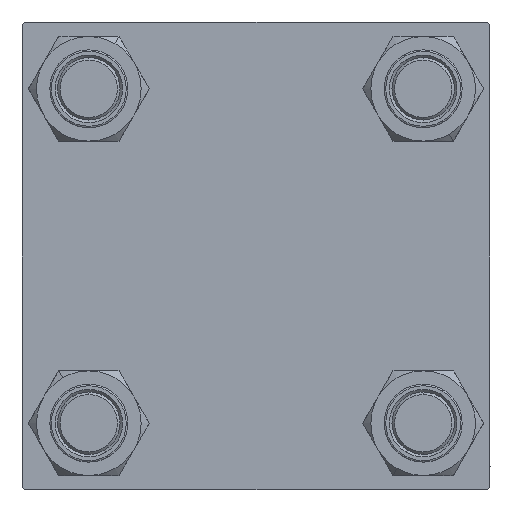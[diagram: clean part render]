
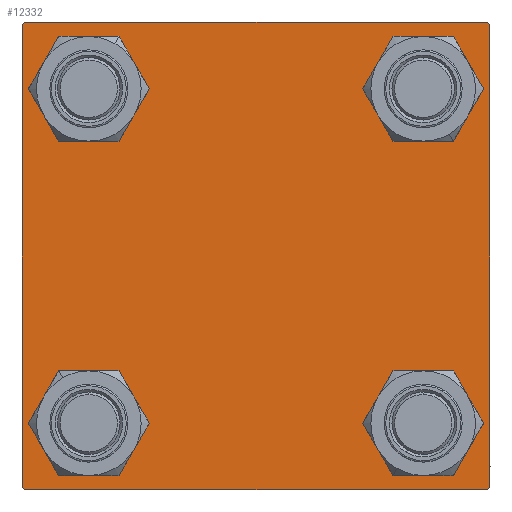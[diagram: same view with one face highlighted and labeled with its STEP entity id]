
A CAD part, left-side view. The second image highlights one B-rep face of the part: STEP entity #12332.
In plain terms, the highlighted planar face has unit normal (-1, 0, 0).
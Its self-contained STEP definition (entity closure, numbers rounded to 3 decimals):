
#49 = DIRECTION ( 'NONE',  ( 1., 0., 0. ) ) ;
#229 = DIRECTION ( 'NONE',  ( 1., 0., 0. ) ) ;
#356 = DIRECTION ( 'NONE',  ( 1., 0., 0. ) ) ;
#390 = CARTESIAN_POINT ( 'NONE',  ( 0., 44.75, 44.75 ) ) ;
#403 = VECTOR ( 'NONE', #33299, 1000. ) ;
#1369 = ORIENTED_EDGE ( 'NONE', *, *, #34249, .T. ) ;
#1386 = LINE ( 'NONE', #29162, #24526 ) ;
#1746 = DIRECTION ( 'NONE',  ( 1., 0., 0. ) ) ;
#1913 = AXIS2_PLACEMENT_3D ( 'NONE', #3675, #356, #15396 ) ;
#2047 = AXIS2_PLACEMENT_3D ( 'NONE', #20498, #35772, #35523 ) ;
#2202 = VERTEX_POINT ( 'NONE', #13413 ) ;
#2204 = CARTESIAN_POINT ( 'NONE',  ( 0., 44.75, -44.75 ) ) ;
#2513 = DIRECTION ( 'NONE',  ( 0., 0., 1. ) ) ;
#3421 = EDGE_CURVE ( 'NONE', #41379, #27416, #31495, .T. ) ;
#3675 = CARTESIAN_POINT ( 'NONE',  ( 0., 32.15, -32.15 ) ) ;
#3928 = ORIENTED_EDGE ( 'NONE', *, *, #25616, .T. ) ;
#4860 = CARTESIAN_POINT ( 'NONE',  ( 0., 44.5, 45. ) ) ;
#4935 = VECTOR ( 'NONE', #49496, 1000. ) ;
#5169 = ORIENTED_EDGE ( 'NONE', *, *, #31462, .T. ) ;
#6773 = EDGE_LOOP ( 'NONE', ( #37943, #5169, #7796, #7543, #11008, #25060, #16509, #7729 ) ) ;
#6856 = EDGE_CURVE ( 'NONE', #33038, #8251, #15433, .T. ) ;
#6950 = CARTESIAN_POINT ( 'NONE',  ( 0., 45., 45. ) ) ;
#7543 = ORIENTED_EDGE ( 'NONE', *, *, #14229, .T. ) ;
#7691 = LINE ( 'NONE', #15834, #30041 ) ;
#7729 = ORIENTED_EDGE ( 'NONE', *, *, #6856, .T. ) ;
#7775 = DIRECTION ( 'NONE',  ( 0., 0., 1. ) ) ;
#7796 = ORIENTED_EDGE ( 'NONE', *, *, #27531, .T. ) ;
#8251 = VERTEX_POINT ( 'NONE', #19212 ) ;
#8302 = DIRECTION ( 'NONE',  ( 0., 0., -1. ) ) ;
#8516 = CARTESIAN_POINT ( 'NONE',  ( 0., 32.15, 32.15 ) ) ;
#9163 = EDGE_CURVE ( 'NONE', #20343, #43706, #45552, .T. ) ;
#9197 = CARTESIAN_POINT ( 'NONE',  ( 0., 32.15, -25.65 ) ) ;
#9496 = VERTEX_POINT ( 'NONE', #46931 ) ;
#9919 = CIRCLE ( 'NONE', #23761, 6.5 ) ;
#10612 = AXIS2_PLACEMENT_3D ( 'NONE', #48989, #37015, #49483 ) ;
#11008 = ORIENTED_EDGE ( 'NONE', *, *, #42610, .F. ) ;
#11343 = DIRECTION ( 'NONE',  ( 0., 0.707, -0.707 ) ) ;
#11839 = CARTESIAN_POINT ( 'NONE',  ( 0., -45., -44.5 ) ) ;
#12332 = ADVANCED_FACE ( 'NONE', ( #21475, #18169, #44919, #33712, #38018 ), #44660, .T. ) ;
#12344 = ORIENTED_EDGE ( 'NONE', *, *, #3421, .T. ) ;
#13413 = CARTESIAN_POINT ( 'NONE',  ( 0., 32.15, 25.65 ) ) ;
#14229 = EDGE_CURVE ( 'NONE', #42349, #37281, #1386, .T. ) ;
#14994 = VERTEX_POINT ( 'NONE', #36059 ) ;
#15349 = VERTEX_POINT ( 'NONE', #26057 ) ;
#15396 = DIRECTION ( 'NONE',  ( 0., 0., 1. ) ) ;
#15433 = LINE ( 'NONE', #390, #43838 ) ;
#15516 = EDGE_CURVE ( 'NONE', #2202, #15349, #9919, .T. ) ;
#15767 = DIRECTION ( 'NONE',  ( 0., 0., 1. ) ) ;
#15834 = CARTESIAN_POINT ( 'NONE',  ( 0., -44.75, 44.75 ) ) ;
#15921 = DIRECTION ( 'NONE',  ( 1., 0., 0. ) ) ;
#16246 = AXIS2_PLACEMENT_3D ( 'NONE', #38769, #49, #47415 ) ;
#16509 = ORIENTED_EDGE ( 'NONE', *, *, #50239, .F. ) ;
#17229 = CARTESIAN_POINT ( 'NONE',  ( 0., -45., 44.5 ) ) ;
#18169 = FACE_BOUND ( 'NONE', #28523, .T. ) ;
#18474 = EDGE_LOOP ( 'NONE', ( #45143, #34399 ) ) ;
#18484 = DIRECTION ( 'NONE',  ( 0., 0., 1. ) ) ;
#19212 = CARTESIAN_POINT ( 'NONE',  ( 0., 45., 44.5 ) ) ;
#19419 = DIRECTION ( 'NONE',  ( 0., 0., 1. ) ) ;
#20343 = VERTEX_POINT ( 'NONE', #44166 ) ;
#20457 = VERTEX_POINT ( 'NONE', #50248 ) ;
#20498 = CARTESIAN_POINT ( 'NONE',  ( 0., 32.15, -32.15 ) ) ;
#20620 = AXIS2_PLACEMENT_3D ( 'NONE', #48615, #1746, #2513 ) ;
#20632 = VERTEX_POINT ( 'NONE', #9197 ) ;
#21132 = EDGE_LOOP ( 'NONE', ( #3928, #1369 ) ) ;
#21475 = FACE_BOUND ( 'NONE', #39141, .T. ) ;
#22631 = EDGE_CURVE ( 'NONE', #27416, #41379, #43418, .T. ) ;
#23415 = CARTESIAN_POINT ( 'NONE',  ( 0., -32.15, 32.15 ) ) ;
#23761 = AXIS2_PLACEMENT_3D ( 'NONE', #38766, #43339, #19419 ) ;
#24354 = CARTESIAN_POINT ( 'NONE',  ( 0., -44.5, -45. ) ) ;
#24526 = VECTOR ( 'NONE', #37301, 1000. ) ;
#25060 = ORIENTED_EDGE ( 'NONE', *, *, #43747, .T. ) ;
#25616 = EDGE_CURVE ( 'NONE', #20632, #20457, #33647, .T. ) ;
#25648 = LINE ( 'NONE', #2204, #403 ) ;
#26057 = CARTESIAN_POINT ( 'NONE',  ( 0., 32.15, 38.65 ) ) ;
#27074 = DIRECTION ( 'NONE',  ( 0., 0.707, 0.707 ) ) ;
#27213 = VERTEX_POINT ( 'NONE', #39467 ) ;
#27416 = VERTEX_POINT ( 'NONE', #37389 ) ;
#27438 = CARTESIAN_POINT ( 'NONE',  ( 0., 45., 45. ) ) ;
#27531 = EDGE_CURVE ( 'NONE', #27213, #42349, #36318, .T. ) ;
#28125 = VECTOR ( 'NONE', #8302, 1000. ) ;
#28177 = LINE ( 'NONE', #27438, #28125 ) ;
#28523 = EDGE_LOOP ( 'NONE', ( #36428, #33574 ) ) ;
#29162 = CARTESIAN_POINT ( 'NONE',  ( 0., -44.75, -44.75 ) ) ;
#29883 = AXIS2_PLACEMENT_3D ( 'NONE', #23415, #229, #15767 ) ;
#30041 = VECTOR ( 'NONE', #27074, 1000. ) ;
#30234 = EDGE_CURVE ( 'NONE', #8251, #14994, #28177, .T. ) ;
#30442 = LINE ( 'NONE', #39081, #43850 ) ;
#31462 = EDGE_CURVE ( 'NONE', #14994, #27213, #25648, .T. ) ;
#31495 = CIRCLE ( 'NONE', #29883, 6.5 ) ;
#33038 = VERTEX_POINT ( 'NONE', #4860 ) ;
#33299 = DIRECTION ( 'NONE',  ( 0., -0.707, -0.707 ) ) ;
#33574 = ORIENTED_EDGE ( 'NONE', *, *, #9163, .T. ) ;
#33647 = CIRCLE ( 'NONE', #1913, 6.5 ) ;
#33712 = FACE_BOUND ( 'NONE', #18474, .T. ) ;
#34249 = EDGE_CURVE ( 'NONE', #20457, #20632, #41111, .T. ) ;
#34399 = ORIENTED_EDGE ( 'NONE', *, *, #15516, .T. ) ;
#34423 = CARTESIAN_POINT ( 'NONE',  ( 0., -32.15, 25.65 ) ) ;
#35523 = DIRECTION ( 'NONE',  ( 0., 0., 1. ) ) ;
#35772 = DIRECTION ( 'NONE',  ( 1., 0., 0. ) ) ;
#36059 = CARTESIAN_POINT ( 'NONE',  ( 0., 45., -44.5 ) ) ;
#36318 = LINE ( 'NONE', #47551, #37773 ) ;
#36428 = ORIENTED_EDGE ( 'NONE', *, *, #44540, .T. ) ;
#36578 = AXIS2_PLACEMENT_3D ( 'NONE', #38596, #50314, #18484 ) ;
#36978 = VERTEX_POINT ( 'NONE', #17229 ) ;
#37015 = DIRECTION ( 'NONE',  ( -1., 0., 0. ) ) ;
#37242 = EDGE_CURVE ( 'NONE', #15349, #2202, #45312, .T. ) ;
#37281 = VERTEX_POINT ( 'NONE', #11839 ) ;
#37301 = DIRECTION ( 'NONE',  ( 0., -0.707, 0.707 ) ) ;
#37389 = CARTESIAN_POINT ( 'NONE',  ( 0., -32.15, 38.65 ) ) ;
#37773 = VECTOR ( 'NONE', #39898, 1000. ) ;
#37943 = ORIENTED_EDGE ( 'NONE', *, *, #30234, .T. ) ;
#38018 = FACE_OUTER_BOUND ( 'NONE', #6773, .T. ) ;
#38596 = CARTESIAN_POINT ( 'NONE',  ( 0., -32.15, -32.15 ) ) ;
#38766 = CARTESIAN_POINT ( 'NONE',  ( 0., 32.15, 32.15 ) ) ;
#38769 = CARTESIAN_POINT ( 'NONE',  ( 0., -32.15, -32.15 ) ) ;
#39081 = CARTESIAN_POINT ( 'NONE',  ( 0., -45., 45. ) ) ;
#39141 = EDGE_LOOP ( 'NONE', ( #47085, #12344 ) ) ;
#39467 = CARTESIAN_POINT ( 'NONE',  ( 0., 44.5, -45. ) ) ;
#39898 = DIRECTION ( 'NONE',  ( 0., -1., 0. ) ) ;
#41111 = CIRCLE ( 'NONE', #2047, 6.5 ) ;
#41379 = VERTEX_POINT ( 'NONE', #34423 ) ;
#42349 = VERTEX_POINT ( 'NONE', #24354 ) ;
#42610 = EDGE_CURVE ( 'NONE', #36978, #37281, #30442, .T. ) ;
#43339 = DIRECTION ( 'NONE',  ( 1., 0., 0. ) ) ;
#43418 = CIRCLE ( 'NONE', #20620, 6.5 ) ;
#43706 = VERTEX_POINT ( 'NONE', #44213 ) ;
#43747 = EDGE_CURVE ( 'NONE', #36978, #9496, #7691, .T. ) ;
#43838 = VECTOR ( 'NONE', #11343, 1000. ) ;
#43850 = VECTOR ( 'NONE', #46722, 1000. ) ;
#44166 = CARTESIAN_POINT ( 'NONE',  ( 0., -32.15, -38.65 ) ) ;
#44213 = CARTESIAN_POINT ( 'NONE',  ( 0., -32.15, -25.65 ) ) ;
#44498 = AXIS2_PLACEMENT_3D ( 'NONE', #8516, #15921, #7775 ) ;
#44540 = EDGE_CURVE ( 'NONE', #43706, #20343, #47953, .T. ) ;
#44660 = PLANE ( 'NONE',  #10612 ) ;
#44919 = FACE_BOUND ( 'NONE', #21132, .T. ) ;
#45143 = ORIENTED_EDGE ( 'NONE', *, *, #37242, .T. ) ;
#45312 = CIRCLE ( 'NONE', #44498, 6.5 ) ;
#45552 = CIRCLE ( 'NONE', #36578, 6.5 ) ;
#45941 = LINE ( 'NONE', #6950, #4935 ) ;
#46722 = DIRECTION ( 'NONE',  ( 0., 0., -1. ) ) ;
#46931 = CARTESIAN_POINT ( 'NONE',  ( 0., -44.5, 45. ) ) ;
#47085 = ORIENTED_EDGE ( 'NONE', *, *, #22631, .T. ) ;
#47415 = DIRECTION ( 'NONE',  ( 0., 0., 1. ) ) ;
#47551 = CARTESIAN_POINT ( 'NONE',  ( 0., 45., -45. ) ) ;
#47953 = CIRCLE ( 'NONE', #16246, 6.5 ) ;
#48615 = CARTESIAN_POINT ( 'NONE',  ( 0., -32.15, 32.15 ) ) ;
#48989 = CARTESIAN_POINT ( 'NONE',  ( 0., 0., 0. ) ) ;
#49483 = DIRECTION ( 'NONE',  ( 0., 0., 1. ) ) ;
#49496 = DIRECTION ( 'NONE',  ( 0., -1., 0. ) ) ;
#50239 = EDGE_CURVE ( 'NONE', #33038, #9496, #45941, .T. ) ;
#50248 = CARTESIAN_POINT ( 'NONE',  ( 0., 32.15, -38.65 ) ) ;
#50314 = DIRECTION ( 'NONE',  ( 1., 0., 0. ) ) ;
